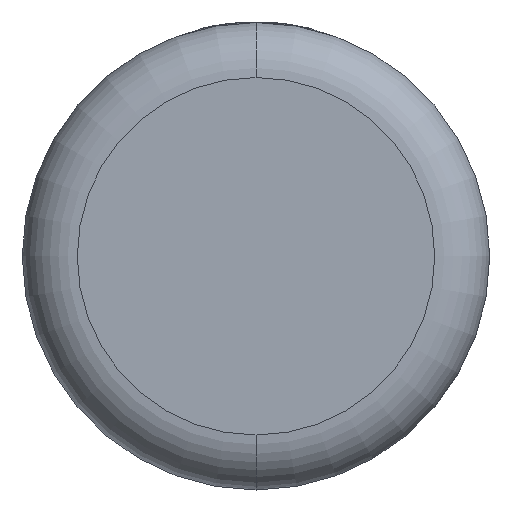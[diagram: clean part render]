
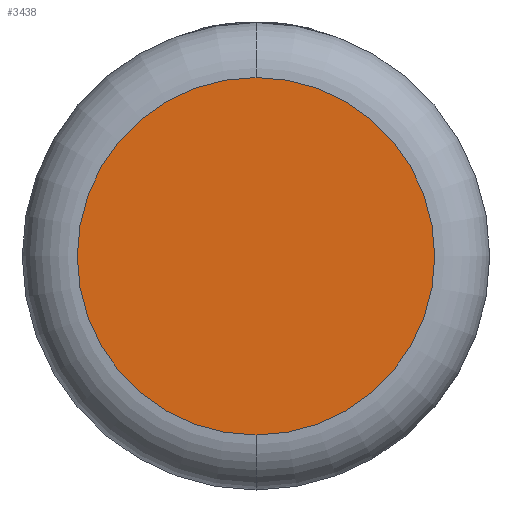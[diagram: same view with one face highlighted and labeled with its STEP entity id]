
A CAD part, front view. The second image highlights one B-rep face of the part: STEP entity #3438.
In plain terms, the highlighted planar face has unit normal (0, -1, 0).
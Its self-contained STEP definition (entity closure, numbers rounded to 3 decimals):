
#319 = CARTESIAN_POINT ( 'NONE',  ( 0., 0., 0. ) ) ;
#350 = DIRECTION ( 'NONE',  ( 0., -1., 0. ) ) ;
#392 = AXIS2_PLACEMENT_3D ( 'NONE', #930, #2195, #917 ) ;
#396 = CIRCLE ( 'NONE', #500, 3.25 ) ;
#500 = AXIS2_PLACEMENT_3D ( 'NONE', #2319, #350, #3770 ) ;
#801 = EDGE_LOOP ( 'NONE', ( #1044, #1428 ) ) ;
#917 = DIRECTION ( 'NONE',  ( 0., 0., 1. ) ) ;
#930 = CARTESIAN_POINT ( 'NONE',  ( 0., 0., 0. ) ) ;
#1044 = ORIENTED_EDGE ( 'NONE', *, *, #3641, .T. ) ;
#1166 = CARTESIAN_POINT ( 'NONE',  ( 0., 0., 3.25 ) ) ;
#1374 = CARTESIAN_POINT ( 'NONE',  ( 0., 0., -3.25 ) ) ;
#1428 = ORIENTED_EDGE ( 'NONE', *, *, #1948, .T. ) ;
#1948 = EDGE_CURVE ( 'NONE', #2690, #2016, #3967, .T. ) ;
#2016 = VERTEX_POINT ( 'NONE', #1166 ) ;
#2195 = DIRECTION ( 'NONE',  ( 0., -1., 0. ) ) ;
#2258 = AXIS2_PLACEMENT_3D ( 'NONE', #319, #3096, #2759 ) ;
#2319 = CARTESIAN_POINT ( 'NONE',  ( 0., 0., 0. ) ) ;
#2690 = VERTEX_POINT ( 'NONE', #1374 ) ;
#2759 = DIRECTION ( 'NONE',  ( 0., 0., 1. ) ) ;
#2812 = PLANE ( 'NONE',  #2258 ) ;
#3096 = DIRECTION ( 'NONE',  ( 0., 1., 0. ) ) ;
#3170 = FACE_OUTER_BOUND ( 'NONE', #801, .T. ) ;
#3438 = ADVANCED_FACE ( 'NONE', ( #3170 ), #2812, .F. ) ;
#3641 = EDGE_CURVE ( 'NONE', #2016, #2690, #396, .T. ) ;
#3770 = DIRECTION ( 'NONE',  ( 0., 0., 1. ) ) ;
#3967 = CIRCLE ( 'NONE', #392, 3.25 ) ;
